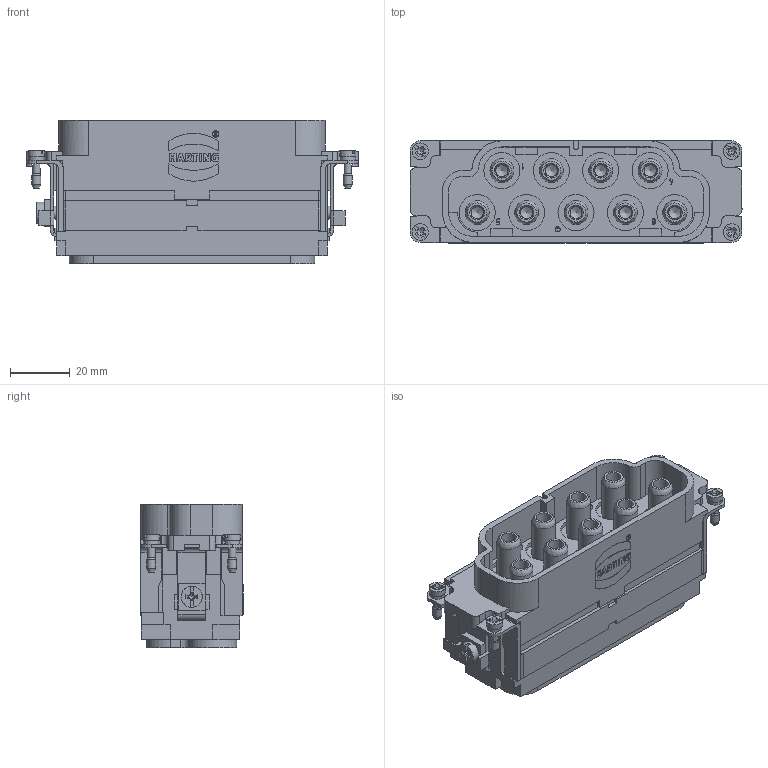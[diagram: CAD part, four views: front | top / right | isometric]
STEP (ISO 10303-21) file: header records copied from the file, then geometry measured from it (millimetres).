
FILE_DESCRIPTION(/* description */ (''),/* implementation_level */ '2;1');
FILE_NAME(/* name */ '100118092ugm000_c.stp',/* time_stamp */ '2019-06-25T09:56:22+02:00',/* author */ (''),/* organization */ (''),/* preprocessor_version */ 'ST-DEVELOPER v16.7',/* originating_system */ 'SIEMENS PLM Software NX 12.0',/* authorisation */ '');
FILE_SCHEMA (('AUTOMOTIVE_DESIGN { 1 0 10303 214 3 1 1 1 }'));
Length unit declared in the file: millimetre
Products named in the file (1): 100118092ugm000_c
Bounding box: 110.85 x 34.2 x 47.85 mm (x, y, z)
Volume: 96843.4 mm3; surface area: 40982.4 mm2
Topology: 1 solids, 2 shells, 1211 faces, 3643 edges, 2851 vertices
Faces by surface type: plane 803, cylinder 179, extrusion 124, cone 96, bspline 9
Full cylindrical faces by diameter (mm): 1.6 x2, 1.708 x2, 1.822 x1, 2.153 x1, 2.5 x4, 3 x4, 3.35 x1, 4 x9, 4.5 x2, 4.95 x9, 5 x4, 5.5 x4, 7 x1, 7.25 x9, 7.97 x9, 8 x9, 8.15 x1, 11.95 x9, 12.05 x9
Entity records: 48939 total; most frequent: CARTESIAN_POINT 9053, ORIENTED_EDGE 6022, DIRECTION 5751, EDGE_CURVE 3011, VECTOR 2295, LINE 2171, VERTEX_POINT 2061, AXIS2_PLACEMENT_3D 1728
